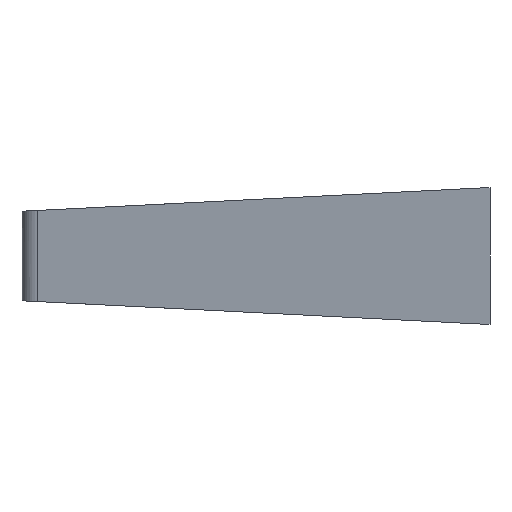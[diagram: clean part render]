
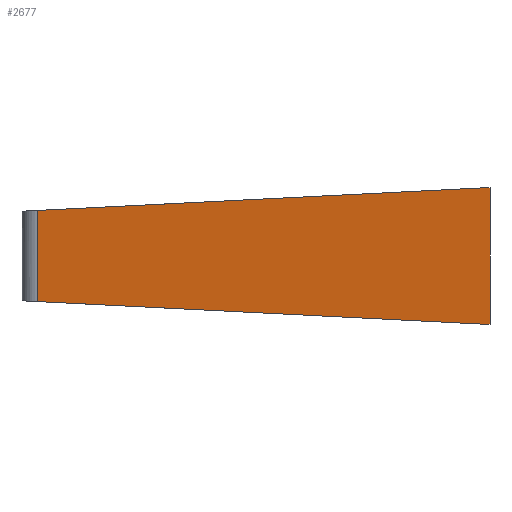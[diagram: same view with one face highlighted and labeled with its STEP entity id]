
A CAD part, left-side view. The second image highlights one B-rep face of the part: STEP entity #2677.
In plain terms, the highlighted planar face has unit normal (-0.985, 0.174, 0).
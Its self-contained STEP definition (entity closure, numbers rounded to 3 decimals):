
#212=FACE_OUTER_BOUND('',#358,.T.);
#358=EDGE_LOOP('',(#2444,#2445,#2446,#2447));
#386=LINE('',#3852,#648);
#448=LINE('',#4065,#710);
#588=LINE('',#4481,#850);
#622=LINE('',#4558,#884);
#648=VECTOR('',#3036,10.);
#710=VECTOR('',#3198,10.);
#850=VECTOR('',#3636,10.);
#884=VECTOR('',#3756,10.);
#1058=VERTEX_POINT('',#3849);
#1059=VERTEX_POINT('',#3851);
#1159=VERTEX_POINT('',#4062);
#1160=VERTEX_POINT('',#4064);
#1322=EDGE_CURVE('',#1059,#1058,#386,.T.);
#1430=EDGE_CURVE('',#1160,#1159,#448,.T.);
#1644=EDGE_CURVE('',#1059,#1159,#588,.T.);
#1678=EDGE_CURVE('',#1160,#1058,#622,.T.);
#2444=ORIENTED_EDGE('',*,*,#1322,.T.);
#2445=ORIENTED_EDGE('',*,*,#1678,.F.);
#2446=ORIENTED_EDGE('',*,*,#1430,.T.);
#2447=ORIENTED_EDGE('',*,*,#1644,.F.);
#2546=PLANE('',#2968);
#2677=ADVANCED_FACE('',(#212),#2546,.T.);
#2968=AXIS2_PLACEMENT_3D('',#4557,#3754,#3755);
#3036=DIRECTION('',(0.173,0.984,-0.05));
#3198=DIRECTION('',(-0.173,-0.984,-0.05));
#3636=DIRECTION('',(0.,0.,-1.));
#3754=DIRECTION('center_axis',(-0.985,0.174,0.));
#3755=DIRECTION('ref_axis',(-0.174,-0.985,0.));
#3756=DIRECTION('',(0.,0.,1.));
#3849=CARTESIAN_POINT('',(-2.462,59.434,5.986));
#3851=CARTESIAN_POINT('',(-12.942,0.,8.997));
#3852=CARTESIAN_POINT('',(-2.222,60.793,5.917));
#4062=CARTESIAN_POINT('',(-12.942,0.,-8.997));
#4064=CARTESIAN_POINT('',(-2.462,59.434,-5.986));
#4065=CARTESIAN_POINT('',(-7.481,30.968,-7.428));
#4481=CARTESIAN_POINT('',(-12.942,0.,0.));
#4557=CARTESIAN_POINT('Origin',(-2.462,59.434,0.));
#4558=CARTESIAN_POINT('',(-2.462,59.434,0.));
